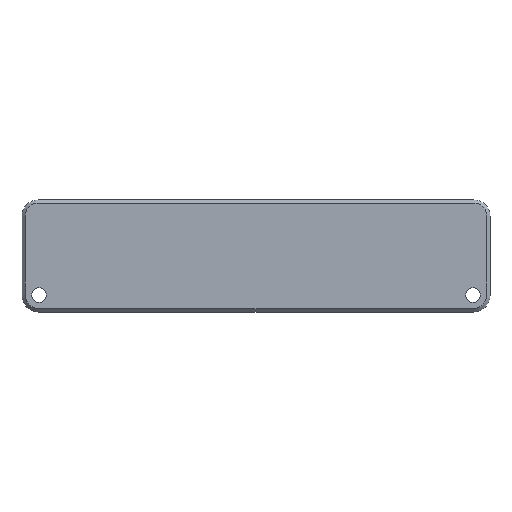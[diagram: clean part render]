
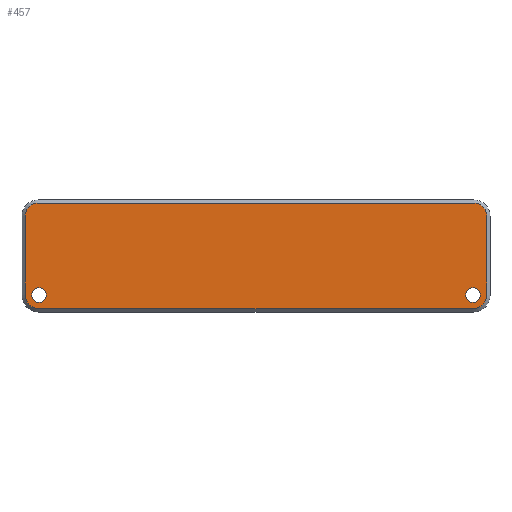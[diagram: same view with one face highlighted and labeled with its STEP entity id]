
A CAD part, top view. The second image highlights one B-rep face of the part: STEP entity #457.
In plain terms, the highlighted planar face has unit normal (0, 0, 1).
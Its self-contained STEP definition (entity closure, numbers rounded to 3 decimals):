
#20=FACE_BOUND('',#103,.T.);
#21=FACE_BOUND('',#104,.T.);
#33=PLANE('',#523);
#68=FACE_OUTER_BOUND('',#102,.T.);
#102=EDGE_LOOP('',(#400,#401,#402,#403,#404,#405,#406,#407));
#103=EDGE_LOOP('',(#408));
#104=EDGE_LOOP('',(#409));
#130=LINE('',#761,#166);
#134=LINE('',#770,#170);
#137=LINE('',#778,#173);
#140=LINE('',#788,#176);
#166=VECTOR('',#623,10.);
#170=VECTOR('',#633,10.);
#173=VECTOR('',#642,10.);
#176=VECTOR('',#653,10.);
#199=CIRCLE('',#512,4.2);
#200=CIRCLE('',#515,4.2);
#202=CIRCLE('',#519,4.);
#203=CIRCLE('',#522,4.);
#204=CIRCLE('',#524,2.25);
#205=CIRCLE('',#525,2.25);
#232=VERTEX_POINT('',#758);
#233=VERTEX_POINT('',#760);
#234=VERTEX_POINT('',#764);
#235=VERTEX_POINT('',#768);
#236=VERTEX_POINT('',#772);
#237=VERTEX_POINT('',#776);
#239=VERTEX_POINT('',#782);
#240=VERTEX_POINT('',#786);
#241=VERTEX_POINT('',#793);
#242=VERTEX_POINT('',#795);
#282=EDGE_CURVE('',#232,#233,#130,.T.);
#285=EDGE_CURVE('',#234,#232,#199,.T.);
#287=EDGE_CURVE('',#235,#234,#134,.T.);
#289=EDGE_CURVE('',#236,#235,#200,.T.);
#291=EDGE_CURVE('',#237,#236,#137,.T.);
#294=EDGE_CURVE('',#239,#237,#202,.T.);
#296=EDGE_CURVE('',#240,#239,#140,.T.);
#298=EDGE_CURVE('',#233,#240,#203,.T.);
#299=EDGE_CURVE('',#241,#241,#204,.T.);
#300=EDGE_CURVE('',#242,#242,#205,.T.);
#400=ORIENTED_EDGE('',*,*,#282,.F.);
#401=ORIENTED_EDGE('',*,*,#285,.F.);
#402=ORIENTED_EDGE('',*,*,#287,.F.);
#403=ORIENTED_EDGE('',*,*,#289,.F.);
#404=ORIENTED_EDGE('',*,*,#291,.F.);
#405=ORIENTED_EDGE('',*,*,#294,.F.);
#406=ORIENTED_EDGE('',*,*,#296,.F.);
#407=ORIENTED_EDGE('',*,*,#298,.F.);
#408=ORIENTED_EDGE('',*,*,#299,.T.);
#409=ORIENTED_EDGE('',*,*,#300,.T.);
#457=ADVANCED_FACE('',(#68,#20,#21),#33,.T.);
#512=AXIS2_PLACEMENT_3D('',#766,#628,#629);
#515=AXIS2_PLACEMENT_3D('',#774,#637,#638);
#519=AXIS2_PLACEMENT_3D('',#784,#648,#649);
#522=AXIS2_PLACEMENT_3D('',#791,#657,#658);
#523=AXIS2_PLACEMENT_3D('',#792,#659,#660);
#524=AXIS2_PLACEMENT_3D('',#794,#661,#662);
#525=AXIS2_PLACEMENT_3D('',#796,#663,#664);
#623=DIRECTION('',(0.,1.,0.));
#628=DIRECTION('center_axis',(0.,0.,-1.));
#629=DIRECTION('ref_axis',(-1.,0.,0.));
#633=DIRECTION('',(-1.,0.,0.));
#637=DIRECTION('center_axis',(0.,0.,-1.));
#638=DIRECTION('ref_axis',(0.,-1.,0.));
#642=DIRECTION('',(0.,-1.,0.));
#648=DIRECTION('center_axis',(0.,0.,-1.));
#649=DIRECTION('ref_axis',(0.707,0.707,0.));
#653=DIRECTION('',(1.,0.,0.));
#657=DIRECTION('center_axis',(0.,0.,-1.));
#658=DIRECTION('ref_axis',(-0.707,0.707,0.));
#659=DIRECTION('center_axis',(0.,0.,1.));
#660=DIRECTION('ref_axis',(1.,0.,0.));
#661=DIRECTION('center_axis',(0.,0.,-1.));
#662=DIRECTION('ref_axis',(1.,0.,0.));
#663=DIRECTION('center_axis',(0.,0.,-1.));
#664=DIRECTION('ref_axis',(1.,0.,0.));
#758=CARTESIAN_POINT('',(-71.,-66.8,3.));
#760=CARTESIAN_POINT('',(-71.,-42.5,3.));
#761=CARTESIAN_POINT('',(-71.,-46.125,3.));
#764=CARTESIAN_POINT('',(-66.8,-71.,3.));
#766=CARTESIAN_POINT('Origin',(-66.8,-66.8,3.));
#768=CARTESIAN_POINT('',(66.8,-71.,3.));
#770=CARTESIAN_POINT('',(-33.4,-71.,3.));
#772=CARTESIAN_POINT('',(71.,-66.8,3.));
#774=CARTESIAN_POINT('Origin',(66.8,-66.8,3.));
#776=CARTESIAN_POINT('',(71.,-42.5,3.));
#778=CARTESIAN_POINT('',(71.,-60.775,3.));
#782=CARTESIAN_POINT('',(67.,-38.5,3.));
#784=CARTESIAN_POINT('Origin',(67.,-42.5,3.));
#786=CARTESIAN_POINT('',(-67.,-38.5,3.));
#788=CARTESIAN_POINT('',(36.,-38.5,3.));
#791=CARTESIAN_POINT('Origin',(-67.,-42.5,3.));
#792=CARTESIAN_POINT('Origin',(0.,-54.75,3.));
#793=CARTESIAN_POINT('',(64.55,-66.8,3.));
#794=CARTESIAN_POINT('Origin',(66.8,-66.8,3.));
#795=CARTESIAN_POINT('',(-69.05,-66.8,3.));
#796=CARTESIAN_POINT('Origin',(-66.8,-66.8,3.));
